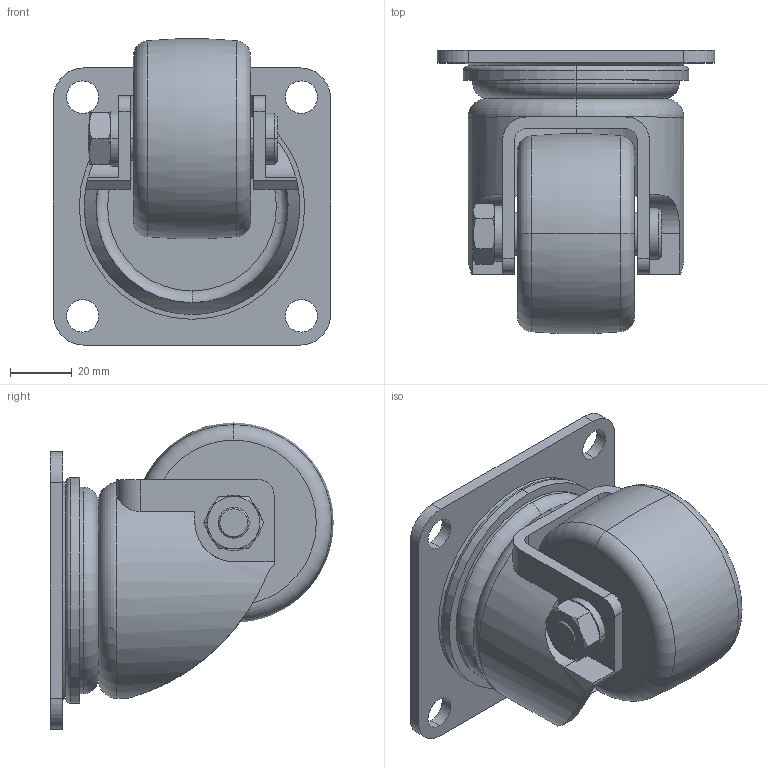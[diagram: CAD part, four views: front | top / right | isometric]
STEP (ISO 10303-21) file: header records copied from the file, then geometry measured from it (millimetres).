
FILE_DESCRIPTION (( 'STEP AP214' ), '1' );
FILE_NAME ('HG-65GNB.STEP', '2023-02-08T07:46:29', ( '' ), ( '' ), 'SwSTEP 2.0', 'SolidWorks 2018', '' );
FILE_SCHEMA (( 'AUTOMOTIVE_DESIGN' ));
Length unit declared in the file: millimetre
Products named in the file (1): HG-65GNB
Bounding box: 90 x 91.92 x 99.42 mm (x, y, z)
Volume: 247414.8 mm3; surface area: 60823.2 mm2
Topology: 5 solids, 5 shells, 132 faces, 318 edges, 202 vertices
Faces by surface type: cylinder 51, plane 47, cone 18, torus 16
Entity records: 4394 total; most frequent: CARTESIAN_POINT 1155, DIRECTION 694, ORIENTED_EDGE 636, EDGE_CURVE 318, AXIS2_PLACEMENT_3D 285, VERTEX_POINT 202, EDGE_LOOP 156, CIRCLE 152
